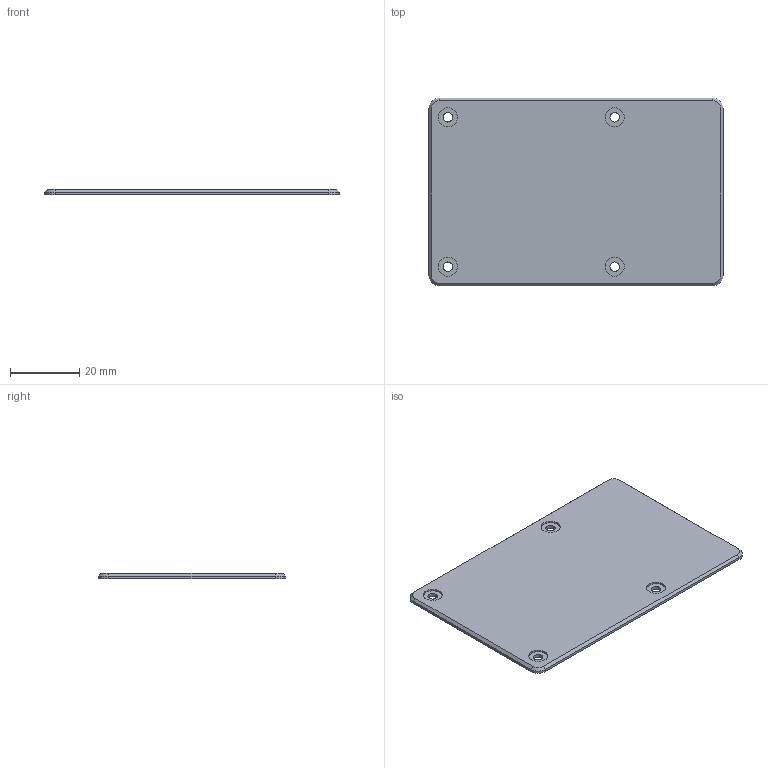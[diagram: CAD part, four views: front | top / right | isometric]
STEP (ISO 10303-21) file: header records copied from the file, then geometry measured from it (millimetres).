
FILE_DESCRIPTION(('FreeCAD Model'),'2;1');
FILE_NAME('Open CASCADE Shape Model','2024-05-06T06:25:39',(''),(''), 'Open CASCADE STEP processor 7.6','FreeCAD','Unknown');
FILE_SCHEMA(('AUTOMOTIVE_DESIGN { 1 0 10303 214 1 1 1 1 }'));
Length unit declared in the file: millimetre
Products named in the file (1): Lid
Bounding box: 84.75 x 54 x 1.5 mm (x, y, z)
Volume: 6706.6 mm3; surface area: 9448.4 mm2
Topology: 1 solids, 1 shells, 30 faces, 64 edges, 40 vertices
Faces by surface type: plane 14, cylinder 12, cone 4
Full cylindrical faces by diameter (mm): 2.7 x4, 5.5 x4
Entity records: 850 total; most frequent: DIRECTION 154, CARTESIAN_POINT 135, ORIENTED_EDGE 128, EDGE_CURVE 64, AXIS2_PLACEMENT_3D 59, FACE_BOUND 42, EDGE_LOOP 42, VERTEX_POINT 40
